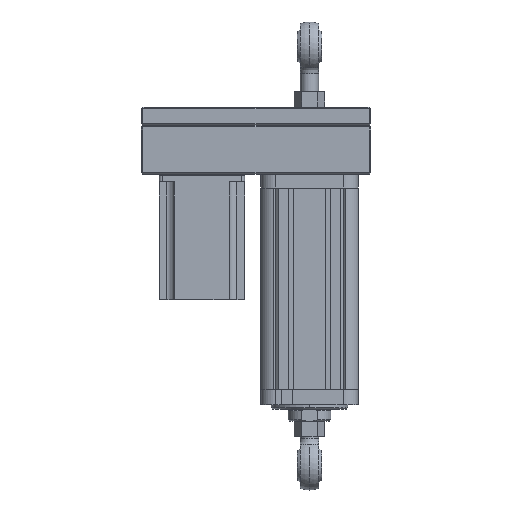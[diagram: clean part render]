
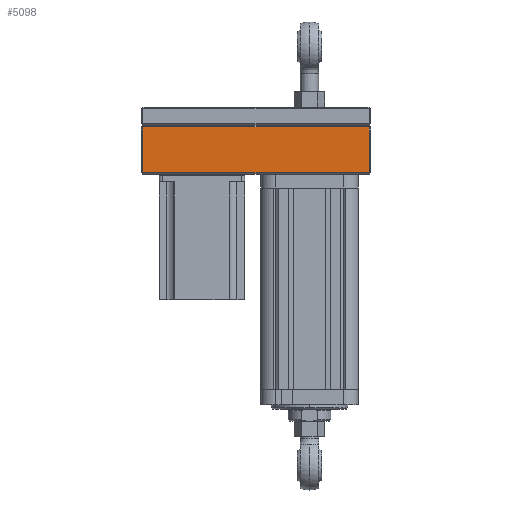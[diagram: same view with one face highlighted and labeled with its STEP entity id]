
A CAD part, left-side view. The second image highlights one B-rep face of the part: STEP entity #5098.
In plain terms, the highlighted planar face has unit normal (-1, 0, 0).
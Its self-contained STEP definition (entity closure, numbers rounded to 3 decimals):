
#431 = LINE ( 'NONE', #12363, #2946 ) ;
#851 = DIRECTION ( 'NONE',  ( 0., 1., 0. ) ) ;
#1305 = ORIENTED_EDGE ( 'NONE', *, *, #9710, .T. ) ;
#1317 = DIRECTION ( 'NONE',  ( 0., -1., 0. ) ) ;
#1370 = CARTESIAN_POINT ( 'NONE',  ( -53.881, 69.324, 27.821 ) ) ;
#1413 = DIRECTION ( 'NONE',  ( 0., 0., -1. ) ) ;
#1698 = VERTEX_POINT ( 'NONE', #10444 ) ;
#1808 = VECTOR ( 'NONE', #6571, 1000. ) ;
#1898 = ORIENTED_EDGE ( 'NONE', *, *, #5347, .T. ) ;
#2337 = VERTEX_POINT ( 'NONE', #10048 ) ;
#2946 = VECTOR ( 'NONE', #1317, 1000. ) ;
#2998 = CARTESIAN_POINT ( 'NONE',  ( -53.881, -79.676, 26.821 ) ) ;
#4006 = LINE ( 'NONE', #13861, #1808 ) ;
#4607 = FACE_OUTER_BOUND ( 'NONE', #10666, .T. ) ;
#5098 = ADVANCED_FACE ( 'NONE', ( #4607 ), #9496, .F. ) ;
#5347 = EDGE_CURVE ( 'NONE', #1698, #6766, #431, .T. ) ;
#6090 = ORIENTED_EDGE ( 'NONE', *, *, #8086, .T. ) ;
#6235 = CARTESIAN_POINT ( 'NONE',  ( -53.881, -79.676, 27.821 ) ) ;
#6513 = ORIENTED_EDGE ( 'NONE', *, *, #7079, .T. ) ;
#6571 = DIRECTION ( 'NONE',  ( 0., 0., 1. ) ) ;
#6766 = VERTEX_POINT ( 'NONE', #7012 ) ;
#7012 = CARTESIAN_POINT ( 'NONE',  ( -53.881, -78.676, -3.179 ) ) ;
#7079 = EDGE_CURVE ( 'NONE', #6766, #2337, #4006, .T. ) ;
#7468 = LINE ( 'NONE', #2998, #13411 ) ;
#8086 = EDGE_CURVE ( 'NONE', #2337, #8567, #7468, .T. ) ;
#8567 = VERTEX_POINT ( 'NONE', #11262 ) ;
#9496 = PLANE ( 'NONE',  #10972 ) ;
#9710 = EDGE_CURVE ( 'NONE', #8567, #1698, #12810, .T. ) ;
#9727 = DIRECTION ( 'NONE',  ( 1., 0., 0. ) ) ;
#10048 = CARTESIAN_POINT ( 'NONE',  ( -53.881, -78.676, 26.821 ) ) ;
#10444 = CARTESIAN_POINT ( 'NONE',  ( -53.881, 69.324, -3.179 ) ) ;
#10666 = EDGE_LOOP ( 'NONE', ( #1898, #6513, #6090, #1305 ) ) ;
#10852 = DIRECTION ( 'NONE',  ( 0., 0., -1. ) ) ;
#10972 = AXIS2_PLACEMENT_3D ( 'NONE', #6235, #9727, #10852 ) ;
#11262 = CARTESIAN_POINT ( 'NONE',  ( -53.881, 69.324, 26.821 ) ) ;
#12363 = CARTESIAN_POINT ( 'NONE',  ( -53.881, -79.676, -3.179 ) ) ;
#12458 = VECTOR ( 'NONE', #1413, 1000. ) ;
#12810 = LINE ( 'NONE', #1370, #12458 ) ;
#13411 = VECTOR ( 'NONE', #851, 1000. ) ;
#13861 = CARTESIAN_POINT ( 'NONE',  ( -53.881, -78.676, 27.821 ) ) ;
